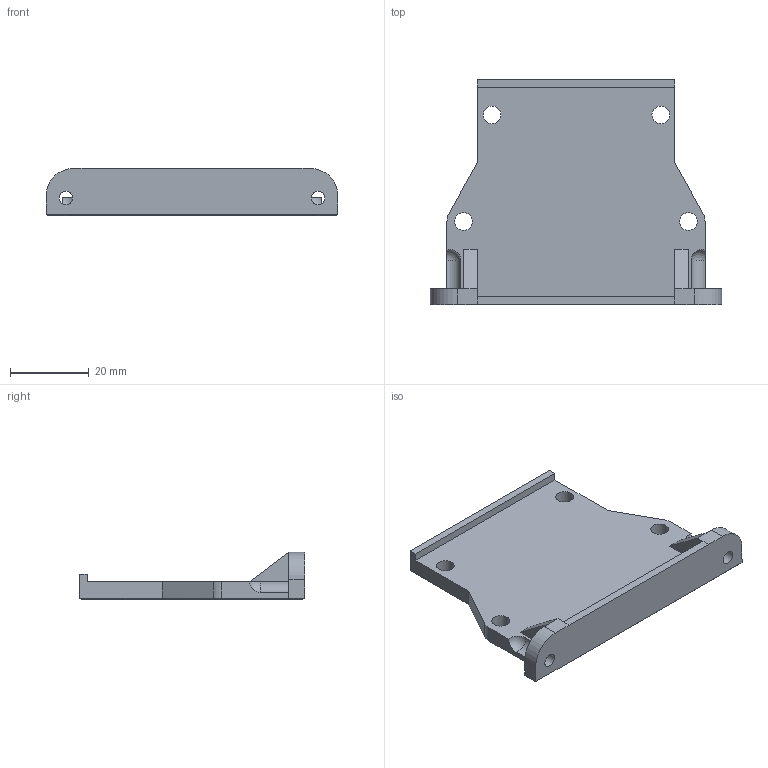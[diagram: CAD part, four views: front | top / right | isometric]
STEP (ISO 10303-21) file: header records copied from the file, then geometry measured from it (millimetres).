
FILE_DESCRIPTION(/* description */ (''),/* implementation_level */ '2;1');
FILE_NAME(/* name */ '1515 Daygreen 5VDC Regulator Mount.step',/* time_stamp */ '2024-08-24T10:32:40-05:00',/* author */ (''),/* organization */ (''),/* preprocessor_version */ 'ST-DEVELOPER v20',/* originating_system */ 'Autodesk Translation Framework v13.14.0.145',/* authorisation */ '');
FILE_SCHEMA (('AUTOMOTIVE_DESIGN { 1 0 10303 214 3 1 1 }'));
Length unit declared in the file: millimetre
Products named in the file (1): 1515 Daygreen 5VDC Regulator Mount
Bounding box: 74 x 57.1 x 12 mm (x, y, z)
Volume: 16353 mm3; surface area: 9385.7 mm2
Topology: 1 solids, 1 shells, 57 faces, 147 edges, 92 vertices
Faces by surface type: plane 40, cylinder 12, sphere 2, cone 2, bspline 1
Full cylindrical faces by diameter (mm): 3.4 x2, 4.5 x4
Entity records: 1785 total; most frequent: CARTESIAN_POINT 318, ORIENTED_EDGE 294, DIRECTION 289, EDGE_CURVE 147, LINE 115, VECTOR 115, VERTEX_POINT 92, AXIS2_PLACEMENT_3D 87
